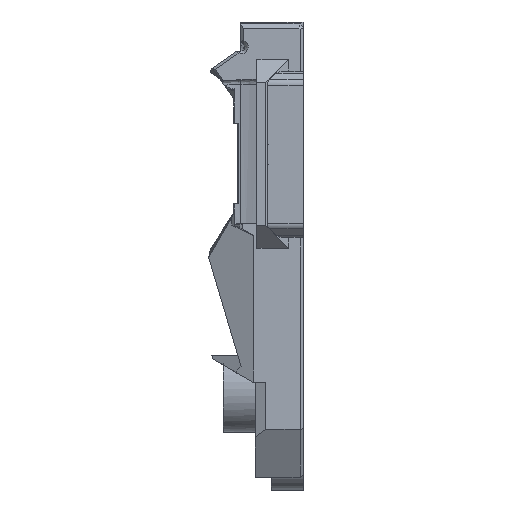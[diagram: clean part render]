
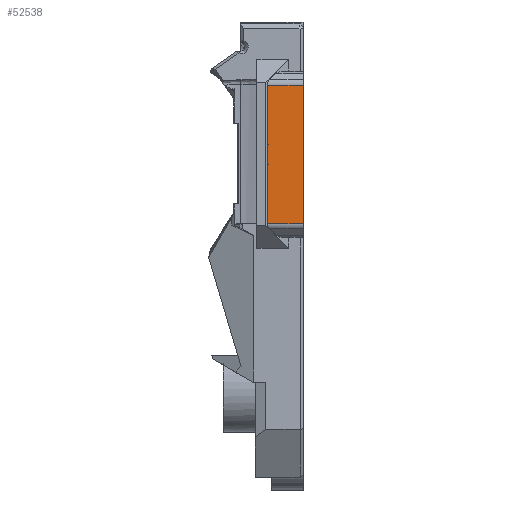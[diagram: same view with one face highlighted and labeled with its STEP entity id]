
A CAD part, left-side view. The second image highlights one B-rep face of the part: STEP entity #52538.
In plain terms, the highlighted planar face has unit normal (-1, 0, 0).
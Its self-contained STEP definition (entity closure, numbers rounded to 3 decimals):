
#51985 = PLANE('',#51986);
#51986 = AXIS2_PLACEMENT_3D('',#51987,#51988,#51989);
#51987 = CARTESIAN_POINT('',(0.381,11.842,
    47.139));
#51988 = DIRECTION('',(0.,-1.,0.));
#51989 = DIRECTION('',(0.,0.,1.));
#52096 = PLANE('',#52097);
#52097 = AXIS2_PLACEMENT_3D('',#52098,#52099,#52100);
#52098 = CARTESIAN_POINT('',(-24.634,15.113,
    46.519));
#52099 = DIRECTION('',(-0.707,-0.707,0.)
  );
#52100 = DIRECTION('',(0.,0.,1.));
#52194 = VERTEX_POINT('',#52195);
#52195 = CARTESIAN_POINT('',(-25.839,11.842,
    56.465));
#52214 = CYLINDRICAL_SURFACE('',#52215,0.9);
#52215 = AXIS2_PLACEMENT_3D('',#52216,#52217,#52218);
#52216 = CARTESIAN_POINT('',(-24.939,11.842,
    56.465));
#52217 = DIRECTION('',(0.,1.,0.));
#52218 = DIRECTION('',(-0.924,0.,0.383
    ));
#52226 = EDGE_CURVE('',#52227,#52194,#52229,.T.);
#52227 = VERTEX_POINT('',#52228);
#52228 = CARTESIAN_POINT('',(-25.839,11.842,
    39.201));
#52229 = SURFACE_CURVE('',#52230,(#52234,#52241),.PCURVE_S1.);
#52230 = LINE('',#52231,#52232);
#52231 = CARTESIAN_POINT('',(-25.839,11.842,
    45.327));
#52232 = VECTOR('',#52233,1.);
#52233 = DIRECTION('',(0.,0.,1.));
#52234 = PCURVE('',#51985,#52235);
#52235 = DEFINITIONAL_REPRESENTATION('',(#52236),#52240);
#52236 = LINE('',#52237,#52238);
#52237 = CARTESIAN_POINT('',(-1.812,26.22));
#52238 = VECTOR('',#52239,1.);
#52239 = DIRECTION('',(1.,0.));
#52240 = ( GEOMETRIC_REPRESENTATION_CONTEXT(2) 
PARAMETRIC_REPRESENTATION_CONTEXT() REPRESENTATION_CONTEXT('2D SPACE',''
  ) );
#52241 = PCURVE('',#52242,#52247);
#52242 = PLANE('',#52243);
#52243 = AXIS2_PLACEMENT_3D('',#52244,#52245,#52246);
#52244 = CARTESIAN_POINT('',(-25.839,11.842,
    43.514));
#52245 = DIRECTION('',(-1.,0.,0.));
#52246 = DIRECTION('',(0.,0.,1.));
#52247 = DEFINITIONAL_REPRESENTATION('',(#52248),#52252);
#52248 = LINE('',#52249,#52250);
#52249 = CARTESIAN_POINT('',(1.812,0.));
#52250 = VECTOR('',#52251,1.);
#52251 = DIRECTION('',(1.,0.));
#52252 = ( GEOMETRIC_REPRESENTATION_CONTEXT(2) 
PARAMETRIC_REPRESENTATION_CONTEXT() REPRESENTATION_CONTEXT('2D SPACE',''
  ) );
#52275 = CYLINDRICAL_SURFACE('',#52276,0.9);
#52276 = AXIS2_PLACEMENT_3D('',#52277,#52278,#52279);
#52277 = CARTESIAN_POINT('',(-24.939,11.842,
    39.201));
#52278 = DIRECTION('',(0.,-1.,0.));
#52279 = DIRECTION('',(-0.924,0.,
    -0.383));
#52538 = ADVANCED_FACE('',(#52539),#52242,.T.);
#52539 = FACE_BOUND('',#52540,.T.);
#52540 = EDGE_LOOP('',(#52541,#52542,#52565,#52593,#52621,#52644));
#52541 = ORIENTED_EDGE('',*,*,#52226,.T.);
#52542 = ORIENTED_EDGE('',*,*,#52543,.F.);
#52543 = EDGE_CURVE('',#52544,#52194,#52546,.T.);
#52544 = VERTEX_POINT('',#52545);
#52545 = CARTESIAN_POINT('',(-25.839,16.317,
    56.465));
#52546 = SURFACE_CURVE('',#52547,(#52551,#52558),.PCURVE_S1.);
#52547 = LINE('',#52548,#52549);
#52548 = CARTESIAN_POINT('',(-25.839,11.842,
    56.465));
#52549 = VECTOR('',#52550,1.);
#52550 = DIRECTION('',(0.,-1.,0.));
#52551 = PCURVE('',#52242,#52552);
#52552 = DEFINITIONAL_REPRESENTATION('',(#52553),#52557);
#52553 = LINE('',#52554,#52555);
#52554 = CARTESIAN_POINT('',(12.95,0.));
#52555 = VECTOR('',#52556,1.);
#52556 = DIRECTION('',(0.,-1.));
#52557 = ( GEOMETRIC_REPRESENTATION_CONTEXT(2) 
PARAMETRIC_REPRESENTATION_CONTEXT() REPRESENTATION_CONTEXT('2D SPACE',''
  ) );
#52558 = PCURVE('',#52214,#52559);
#52559 = DEFINITIONAL_REPRESENTATION('',(#52560),#52564);
#52560 = LINE('',#52561,#52562);
#52561 = CARTESIAN_POINT('',(-0.393,0.));
#52562 = VECTOR('',#52563,1.);
#52563 = DIRECTION('',(0.,-1.));
#52564 = ( GEOMETRIC_REPRESENTATION_CONTEXT(2) 
PARAMETRIC_REPRESENTATION_CONTEXT() REPRESENTATION_CONTEXT('2D SPACE',''
  ) );
#52565 = ORIENTED_EDGE('',*,*,#52566,.F.);
#52566 = EDGE_CURVE('',#52567,#52544,#52569,.T.);
#52567 = VERTEX_POINT('',#52568);
#52568 = CARTESIAN_POINT('',(-25.839,16.317,
    49.083));
#52569 = SURFACE_CURVE('',#52570,(#52574,#52581),.PCURVE_S1.);
#52570 = LINE('',#52571,#52572);
#52571 = CARTESIAN_POINT('',(-25.839,16.317,
    46.331));
#52572 = VECTOR('',#52573,1.);
#52573 = DIRECTION('',(0.,0.,1.));
#52574 = PCURVE('',#52242,#52575);
#52575 = DEFINITIONAL_REPRESENTATION('',(#52576),#52580);
#52576 = LINE('',#52577,#52578);
#52577 = CARTESIAN_POINT('',(2.816,4.475));
#52578 = VECTOR('',#52579,1.);
#52579 = DIRECTION('',(1.,0.));
#52580 = ( GEOMETRIC_REPRESENTATION_CONTEXT(2) 
PARAMETRIC_REPRESENTATION_CONTEXT() REPRESENTATION_CONTEXT('2D SPACE',''
  ) );
#52581 = PCURVE('',#52582,#52587);
#52582 = PLANE('',#52583);
#52583 = AXIS2_PLACEMENT_3D('',#52584,#52585,#52586);
#52584 = CARTESIAN_POINT('',(-24.634,15.113,
    49.147));
#52585 = DIRECTION('',(0.707,0.707,0.));
#52586 = DIRECTION('',(0.,0.,-1.));
#52587 = DEFINITIONAL_REPRESENTATION('',(#52588),#52592);
#52588 = LINE('',#52589,#52590);
#52589 = CARTESIAN_POINT('',(2.816,1.704));
#52590 = VECTOR('',#52591,1.);
#52591 = DIRECTION('',(-1.,0.));
#52592 = ( GEOMETRIC_REPRESENTATION_CONTEXT(2) 
PARAMETRIC_REPRESENTATION_CONTEXT() REPRESENTATION_CONTEXT('2D SPACE',''
  ) );
#52593 = ORIENTED_EDGE('',*,*,#52594,.T.);
#52594 = EDGE_CURVE('',#52567,#52595,#52597,.T.);
#52595 = VERTEX_POINT('',#52596);
#52596 = CARTESIAN_POINT('',(-25.839,16.317,
    46.583));
#52597 = SURFACE_CURVE('',#52598,(#52602,#52609),.PCURVE_S1.);
#52598 = LINE('',#52599,#52600);
#52599 = CARTESIAN_POINT('',(-25.839,16.317,
    49.399));
#52600 = VECTOR('',#52601,1.);
#52601 = DIRECTION('',(0.,0.,-1.));
#52602 = PCURVE('',#52242,#52603);
#52603 = DEFINITIONAL_REPRESENTATION('',(#52604),#52608);
#52604 = LINE('',#52605,#52606);
#52605 = CARTESIAN_POINT('',(5.885,4.475));
#52606 = VECTOR('',#52607,1.);
#52607 = DIRECTION('',(-1.,0.));
#52608 = ( GEOMETRIC_REPRESENTATION_CONTEXT(2) 
PARAMETRIC_REPRESENTATION_CONTEXT() REPRESENTATION_CONTEXT('2D SPACE',''
  ) );
#52609 = PCURVE('',#52610,#52615);
#52610 = PLANE('',#52611);
#52611 = AXIS2_PLACEMENT_3D('',#52612,#52613,#52614);
#52612 = CARTESIAN_POINT('',(-25.839,16.317,
    48.983));
#52613 = DIRECTION('',(0.707,0.707,0.));
#52614 = DIRECTION('',(0.707,-0.707,0.));
#52615 = DEFINITIONAL_REPRESENTATION('',(#52616),#52620);
#52616 = LINE('',#52617,#52618);
#52617 = CARTESIAN_POINT('',(0.,-0.416));
#52618 = VECTOR('',#52619,1.);
#52619 = DIRECTION('',(0.,1.));
#52620 = ( GEOMETRIC_REPRESENTATION_CONTEXT(2) 
PARAMETRIC_REPRESENTATION_CONTEXT() REPRESENTATION_CONTEXT('2D SPACE',''
  ) );
#52621 = ORIENTED_EDGE('',*,*,#52622,.T.);
#52622 = EDGE_CURVE('',#52595,#52623,#52625,.T.);
#52623 = VERTEX_POINT('',#52624);
#52624 = CARTESIAN_POINT('',(-25.839,16.317,
    39.201));
#52625 = SURFACE_CURVE('',#52626,(#52630,#52637),.PCURVE_S1.);
#52626 = LINE('',#52627,#52628);
#52627 = CARTESIAN_POINT('',(-25.839,16.317,
    49.335));
#52628 = VECTOR('',#52629,1.);
#52629 = DIRECTION('',(0.,0.,-1.));
#52630 = PCURVE('',#52242,#52631);
#52631 = DEFINITIONAL_REPRESENTATION('',(#52632),#52636);
#52632 = LINE('',#52633,#52634);
#52633 = CARTESIAN_POINT('',(5.821,4.475));
#52634 = VECTOR('',#52635,1.);
#52635 = DIRECTION('',(-1.,0.));
#52636 = ( GEOMETRIC_REPRESENTATION_CONTEXT(2) 
PARAMETRIC_REPRESENTATION_CONTEXT() REPRESENTATION_CONTEXT('2D SPACE',''
  ) );
#52637 = PCURVE('',#52096,#52638);
#52638 = DEFINITIONAL_REPRESENTATION('',(#52639),#52643);
#52639 = LINE('',#52640,#52641);
#52640 = CARTESIAN_POINT('',(2.816,1.704));
#52641 = VECTOR('',#52642,1.);
#52642 = DIRECTION('',(-1.,0.));
#52643 = ( GEOMETRIC_REPRESENTATION_CONTEXT(2) 
PARAMETRIC_REPRESENTATION_CONTEXT() REPRESENTATION_CONTEXT('2D SPACE',''
  ) );
#52644 = ORIENTED_EDGE('',*,*,#52645,.T.);
#52645 = EDGE_CURVE('',#52623,#52227,#52646,.T.);
#52646 = SURFACE_CURVE('',#52647,(#52651,#52658),.PCURVE_S1.);
#52647 = LINE('',#52648,#52649);
#52648 = CARTESIAN_POINT('',(-25.839,11.842,
    39.201));
#52649 = VECTOR('',#52650,1.);
#52650 = DIRECTION('',(0.,-1.,0.));
#52651 = PCURVE('',#52242,#52652);
#52652 = DEFINITIONAL_REPRESENTATION('',(#52653),#52657);
#52653 = LINE('',#52654,#52655);
#52654 = CARTESIAN_POINT('',(-4.313,0.));
#52655 = VECTOR('',#52656,1.);
#52656 = DIRECTION('',(0.,-1.));
#52657 = ( GEOMETRIC_REPRESENTATION_CONTEXT(2) 
PARAMETRIC_REPRESENTATION_CONTEXT() REPRESENTATION_CONTEXT('2D SPACE',''
  ) );
#52658 = PCURVE('',#52275,#52659);
#52659 = DEFINITIONAL_REPRESENTATION('',(#52660),#52664);
#52660 = LINE('',#52661,#52662);
#52661 = CARTESIAN_POINT('',(-0.393,0.));
#52662 = VECTOR('',#52663,1.);
#52663 = DIRECTION('',(0.,1.));
#52664 = ( GEOMETRIC_REPRESENTATION_CONTEXT(2) 
PARAMETRIC_REPRESENTATION_CONTEXT() REPRESENTATION_CONTEXT('2D SPACE',''
  ) );
